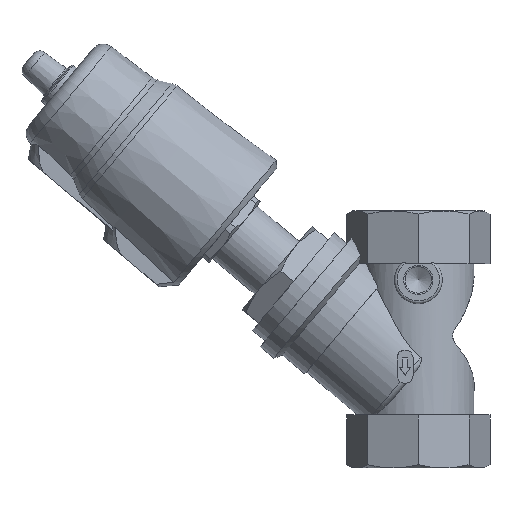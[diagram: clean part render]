
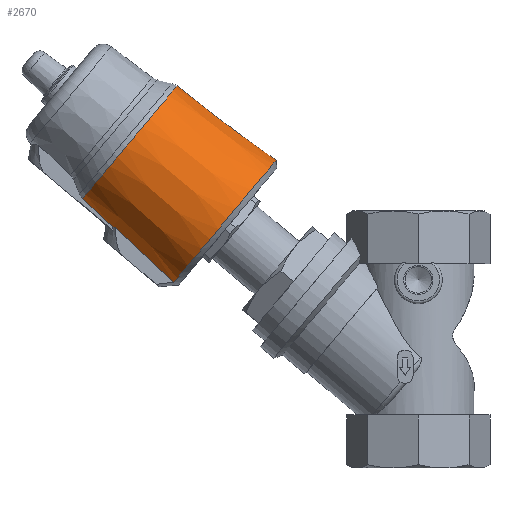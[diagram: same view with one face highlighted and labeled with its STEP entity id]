
A CAD part, left-side view. The second image highlights one B-rep face of the part: STEP entity #2670.
In plain terms, the highlighted conical face has half-angle 3 degrees and reference radius 28.445 mm.
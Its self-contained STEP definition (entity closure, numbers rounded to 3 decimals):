
#49=CONICAL_SURFACE('',#2964,28.445,0.052);
#534=B_SPLINE_CURVE_WITH_KNOTS('',3,(#4558,#4559,#4560,#4561,#4562,#4563,
#4564,#4565,#4566,#4567,#4568,#4569,#4570,#4571,#4572,#4573,#4574,#4575,
#4576,#4577,#4578,#4579,#4580,#4581,#4582,#4583,#4584,#4585,#4586,#4587,
#4588,#4589,#4590,#4591,#4592,#4593,#4594,#4595,#4596,#4597,#4598,#4599,
#4600),.UNSPECIFIED.,.F.,.F.,(4,1,1,1,1,1,1,1,1,1,1,1,1,1,1,1,1,1,1,1,1,
1,1,1,1,1,1,1,1,1,1,1,1,1,1,1,1,1,1,1,4),(0.107,0.112,
0.115,0.118,0.123,0.126,
0.129,0.131,0.134,0.137,
0.14,0.142,0.145,0.15,
0.153,0.156,0.161,0.164,
0.167,0.172,0.177,0.183,
0.188,0.194,0.199,0.205,
0.21,0.215,0.221,0.226,
0.232,0.237,0.243,0.248,
0.253,0.259,0.264,0.267,
0.27,0.275,0.28),.UNSPECIFIED.);
#548=B_SPLINE_CURVE_WITH_KNOTS('',3,(#4738,#4739,#4740,#4741),
 .UNSPECIFIED.,.F.,.F.,(4,4),(0.057,0.073),
 .UNSPECIFIED.);
#551=B_SPLINE_CURVE_WITH_KNOTS('',3,(#4755,#4756,#4757,#4758),
 .UNSPECIFIED.,.F.,.F.,(4,4),(0.057,0.073),
 .UNSPECIFIED.);
#553=B_SPLINE_CURVE_WITH_KNOTS('',3,(#4765,#4766,#4767,#4768),
 .UNSPECIFIED.,.F.,.F.,(4,4),(0.,0.002),
 .UNSPECIFIED.);
#556=B_SPLINE_CURVE_WITH_KNOTS('',3,(#4788,#4789,#4790,#4791),
 .UNSPECIFIED.,.F.,.F.,(4,4),(0.02,0.022),
 .UNSPECIFIED.);
#557=B_SPLINE_CURVE_WITH_KNOTS('',3,(#4798,#4799,#4800,#4801),
 .UNSPECIFIED.,.F.,.F.,(4,4),(0.001,0.031),
 .UNSPECIFIED.);
#558=B_SPLINE_CURVE_WITH_KNOTS('',3,(#4803,#4804,#4805,#4806),
 .UNSPECIFIED.,.F.,.F.,(4,4),(0.001,0.031),
 .UNSPECIFIED.);
#931=ORIENTED_EDGE('',*,*,#1621,.T.);
#932=ORIENTED_EDGE('',*,*,#1570,.T.);
#933=ORIENTED_EDGE('',*,*,#1622,.F.);
#934=ORIENTED_EDGE('',*,*,#1613,.T.);
#935=ORIENTED_EDGE('',*,*,#1611,.F.);
#936=ORIENTED_EDGE('',*,*,#1609,.T.);
#937=ORIENTED_EDGE('',*,*,#1607,.T.);
#938=ORIENTED_EDGE('',*,*,#1617,.T.);
#1570=EDGE_CURVE('',#1923,#1922,#534,.T.);
#1607=EDGE_CURVE('',#1952,#1951,#548,.T.);
#1609=EDGE_CURVE('',#1953,#1952,#2132,.T.);
#1611=EDGE_CURVE('',#1953,#1954,#551,.T.);
#1613=EDGE_CURVE('',#1955,#1954,#553,.T.);
#1617=EDGE_CURVE('',#1951,#1958,#556,.T.);
#1621=EDGE_CURVE('',#1958,#1923,#557,.T.);
#1622=EDGE_CURVE('',#1955,#1922,#558,.T.);
#1922=VERTEX_POINT('',#4557);
#1923=VERTEX_POINT('',#4601);
#1951=VERTEX_POINT('',#4737);
#1952=VERTEX_POINT('',#4742);
#1953=VERTEX_POINT('',#4749);
#1954=VERTEX_POINT('',#4759);
#1955=VERTEX_POINT('',#4769);
#1958=VERTEX_POINT('',#4787);
#2132=CIRCLE('',#2956,28.445);
#2243=EDGE_LOOP('',(#931,#932,#933,#934,#935,#936,#937,#938));
#2453=FACE_BOUND('',#2243,.T.);
#2670=ADVANCED_FACE('',(#2453),#49,.T.);
#2956=AXIS2_PLACEMENT_3D('',#4748,#3473,#3474);
#2964=AXIS2_PLACEMENT_3D('',#4807,#3491,#3492);
#3473=DIRECTION('',(0.643,-0.766,0.));
#3474=DIRECTION('',(0.766,0.643,0.));
#3491=DIRECTION('',(0.643,-0.766,0.));
#3492=DIRECTION('',(0.766,0.643,0.));
#4557=CARTESIAN_POINT('',(-70.064,92.317,10.));
#4558=CARTESIAN_POINT('',(-70.064,92.317,-10.));
#4559=CARTESIAN_POINT('',(-70.511,91.942,-11.705));
#4560=CARTESIAN_POINT('',(-71.349,91.238,-14.182));
#4561=CARTESIAN_POINT('',(-72.812,90.01,-17.301));
#4562=CARTESIAN_POINT('',(-74.455,88.632,-20.196));
#4563=CARTESIAN_POINT('',(-76.382,87.015,-22.802));
#4564=CARTESIAN_POINT('',(-78.574,85.175,-25.07));
#4565=CARTESIAN_POINT('',(-80.303,83.725,-26.554));
#4566=CARTESIAN_POINT('',(-82.123,82.197,-27.838));
#4567=CARTESIAN_POINT('',(-84.046,80.584,-28.92));
#4568=CARTESIAN_POINT('',(-86.031,78.918,-29.774));
#4569=CARTESIAN_POINT('',(-88.045,77.228,-30.391));
#4570=CARTESIAN_POINT('',(-90.094,75.509,-30.779));
#4571=CARTESIAN_POINT('',(-92.889,73.163,-30.982));
#4572=CARTESIAN_POINT('',(-95.651,70.845,-30.702));
#4573=CARTESIAN_POINT('',(-98.353,68.577,-29.959));
#4574=CARTESIAN_POINT('',(-101.035,66.327,-28.891));
#4575=CARTESIAN_POINT('',(-103.547,64.219,-27.392));
#4576=CARTESIAN_POINT('',(-105.893,62.25,-25.477));
#4577=CARTESIAN_POINT('',(-108.13,60.374,-23.268));
#4578=CARTESIAN_POINT('',(-110.577,58.32,-20.112));
#4579=CARTESIAN_POINT('',(-113.011,56.277,-15.623));
#4580=CARTESIAN_POINT('',(-114.773,54.799,-10.737));
#4581=CARTESIAN_POINT('',(-115.875,53.874,-5.442));
#4582=CARTESIAN_POINT('',(-116.241,53.567,0.007));
#4583=CARTESIAN_POINT('',(-115.876,53.874,5.433));
#4584=CARTESIAN_POINT('',(-114.774,54.798,10.733));
#4585=CARTESIAN_POINT('',(-113.013,56.276,15.619));
#4586=CARTESIAN_POINT('',(-110.58,58.318,20.108));
#4587=CARTESIAN_POINT('',(-107.64,60.785,23.901));
#4588=CARTESIAN_POINT('',(-104.17,63.696,27.024));
#4589=CARTESIAN_POINT('',(-100.411,66.851,29.263));
#4590=CARTESIAN_POINT('',(-96.329,70.276,30.637));
#4591=CARTESIAN_POINT('',(-92.208,73.734,31.05));
#4592=CARTESIAN_POINT('',(-88.016,77.252,30.507));
#4593=CARTESIAN_POINT('',(-84.035,80.593,29.042));
#4594=CARTESIAN_POINT('',(-80.244,83.774,26.649));
#4595=CARTESIAN_POINT('',(-77.455,86.114,24.015));
#4596=CARTESIAN_POINT('',(-75.417,87.824,21.499));
#4597=CARTESIAN_POINT('',(-73.587,89.36,18.798));
#4598=CARTESIAN_POINT('',(-71.646,90.989,15.048));
#4599=CARTESIAN_POINT('',(-70.51,91.942,11.704));
#4600=CARTESIAN_POINT('',(-70.064,92.317,10.));
#4601=CARTESIAN_POINT('',(-70.064,92.317,-10.));
#4737=CARTESIAN_POINT('',(-91.029,115.387,-8.5));
#4738=CARTESIAN_POINT('',(-101.675,126.747,-8.5));
#4739=CARTESIAN_POINT('',(-98.126,122.961,-8.5));
#4740=CARTESIAN_POINT('',(-94.577,119.174,-8.5));
#4741=CARTESIAN_POINT('',(-91.029,115.387,-8.5));
#4742=CARTESIAN_POINT('',(-101.675,126.747,-8.5));
#4748=CARTESIAN_POINT('',(-122.47,109.298,0.));
#4749=CARTESIAN_POINT('',(-101.675,126.747,8.5));
#4755=CARTESIAN_POINT('',(-101.675,126.747,8.5));
#4756=CARTESIAN_POINT('',(-98.126,122.961,8.5));
#4757=CARTESIAN_POINT('',(-94.577,119.174,8.5));
#4758=CARTESIAN_POINT('',(-91.029,115.387,8.5));
#4759=CARTESIAN_POINT('',(-91.029,115.387,8.5));
#4765=CARTESIAN_POINT('',(-90.692,114.299,10.));
#4766=CARTESIAN_POINT('',(-90.821,114.69,9.52));
#4767=CARTESIAN_POINT('',(-90.932,115.052,9.02));
#4768=CARTESIAN_POINT('',(-91.029,115.387,8.5));
#4769=CARTESIAN_POINT('',(-90.692,114.299,10.));
#4787=CARTESIAN_POINT('',(-90.692,114.299,-10.));
#4788=CARTESIAN_POINT('',(-91.029,115.387,-8.5));
#4789=CARTESIAN_POINT('',(-90.931,115.051,-9.022));
#4790=CARTESIAN_POINT('',(-90.82,114.688,-9.523));
#4791=CARTESIAN_POINT('',(-90.692,114.299,-10.));
#4798=CARTESIAN_POINT('',(-90.692,114.299,-10.));
#4799=CARTESIAN_POINT('',(-83.815,106.973,-10.));
#4800=CARTESIAN_POINT('',(-76.939,99.645,-10.));
#4801=CARTESIAN_POINT('',(-70.064,92.317,-10.));
#4803=CARTESIAN_POINT('',(-90.692,114.299,10.));
#4804=CARTESIAN_POINT('',(-83.815,106.973,10.));
#4805=CARTESIAN_POINT('',(-76.939,99.645,10.));
#4806=CARTESIAN_POINT('',(-70.064,92.317,10.));
#4807=CARTESIAN_POINT('',(-122.47,109.298,0.));
